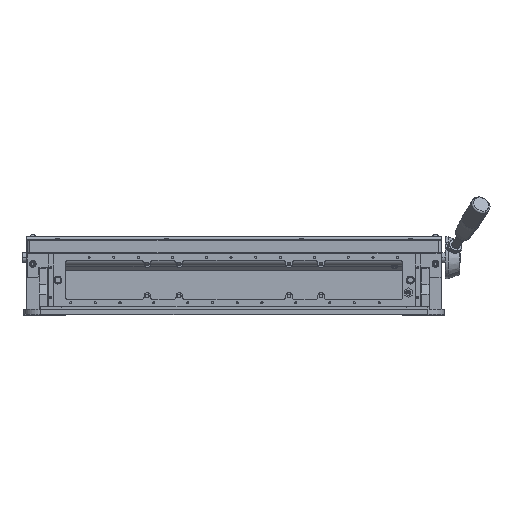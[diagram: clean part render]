
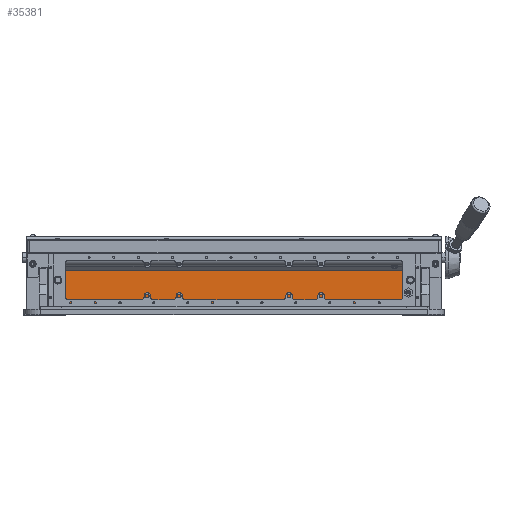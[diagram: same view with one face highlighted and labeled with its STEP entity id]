
A CAD part, top view. The second image highlights one B-rep face of the part: STEP entity #35381.
In plain terms, the highlighted planar face has unit normal (0, 0, 1).
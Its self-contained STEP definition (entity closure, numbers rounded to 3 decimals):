
#2364 = CARTESIAN_POINT ( 'NONE',  ( -239.5, -65.042, -69.292 ) ) ;
#4341 = DIRECTION ( 'NONE',  ( 0., 0., 1. ) ) ;
#4455 = EDGE_CURVE ( 'NONE', #47987, #18785, #45957, .T. ) ;
#4938 = CARTESIAN_POINT ( 'NONE',  ( -237., -65.042, -69.292 ) ) ;
#5487 = EDGE_CURVE ( 'NONE', #51662, #18785, #55490, .T. ) ;
#5543 = FACE_BOUND ( 'NONE', #47354, .T. ) ;
#6223 = EDGE_CURVE ( 'NONE', #53833, #42704, #14672, .T. ) ;
#6812 = ORIENTED_EDGE ( 'NONE', *, *, #36397, .T. ) ;
#7109 = VECTOR ( 'NONE', #44817, 1000. ) ;
#7883 = CARTESIAN_POINT ( 'NONE',  ( 247., -38.042, -69.292 ) ) ;
#7990 = CARTESIAN_POINT ( 'NONE',  ( 247., -90.042, -69.292 ) ) ;
#8595 = CIRCLE ( 'NONE', #16989, 2.5 ) ;
#8729 = ORIENTED_EDGE ( 'NONE', *, *, #44189, .T. ) ;
#9347 = ORIENTED_EDGE ( 'NONE', *, *, #4455, .F. ) ;
#11861 = CIRCLE ( 'NONE', #44076, 2.5 ) ;
#11954 = DIRECTION ( 'NONE',  ( 0., 1., 0. ) ) ;
#13394 = CARTESIAN_POINT ( 'NONE',  ( -242., -65.042, -69.292 ) ) ;
#14147 = VECTOR ( 'NONE', #43556, 1000. ) ;
#14672 = CIRCLE ( 'NONE', #31229, 2.5 ) ;
#14735 = CARTESIAN_POINT ( 'NONE',  ( 242., -65.042, -69.292 ) ) ;
#15038 = AXIS2_PLACEMENT_3D ( 'NONE', #17780, #48926, #44833 ) ;
#16989 = AXIS2_PLACEMENT_3D ( 'NONE', #2364, #4341, #34635 ) ;
#17780 = CARTESIAN_POINT ( 'NONE',  ( 239.5, -65.042, -69.292 ) ) ;
#18785 = VERTEX_POINT ( 'NONE', #38359 ) ;
#18834 = CARTESIAN_POINT ( 'NONE',  ( 247., -38.042, -69.292 ) ) ;
#20913 = CARTESIAN_POINT ( 'NONE',  ( -247., -38.347, -69.292 ) ) ;
#20919 = EDGE_CURVE ( 'NONE', #48798, #33528, #39844, .T. ) ;
#22555 = CARTESIAN_POINT ( 'NONE',  ( 239.5, -65.042, -69.292 ) ) ;
#23011 = DIRECTION ( 'NONE',  ( 1., 0., 0. ) ) ;
#23814 = ORIENTED_EDGE ( 'NONE', *, *, #20919, .F. ) ;
#23861 = EDGE_CURVE ( 'NONE', #33528, #48798, #11861, .T. ) ;
#26246 = CARTESIAN_POINT ( 'NONE',  ( -247., -90.042, -69.292 ) ) ;
#26572 = CARTESIAN_POINT ( 'NONE',  ( -247., -90.042, -69.292 ) ) ;
#27231 = CARTESIAN_POINT ( 'NONE',  ( -247., -38.347, -69.292 ) ) ;
#27798 = AXIS2_PLACEMENT_3D ( 'NONE', #18834, #44480, #40135 ) ;
#28186 = ORIENTED_EDGE ( 'NONE', *, *, #23861, .F. ) ;
#28280 = CARTESIAN_POINT ( 'NONE',  ( 237., -65.042, -69.292 ) ) ;
#28322 = ORIENTED_EDGE ( 'NONE', *, *, #5487, .T. ) ;
#30958 = CARTESIAN_POINT ( 'NONE',  ( 247., -90.042, -69.292 ) ) ;
#31161 = VECTOR ( 'NONE', #52701, 1000. ) ;
#31229 = AXIS2_PLACEMENT_3D ( 'NONE', #54154, #41127, #23011 ) ;
#33528 = VERTEX_POINT ( 'NONE', #28280 ) ;
#34008 = EDGE_LOOP ( 'NONE', ( #9347, #6812, #8729, #28322 ) ) ;
#34635 = DIRECTION ( 'NONE',  ( 1., 0., 0. ) ) ;
#35097 = LINE ( 'NONE', #7990, #31161 ) ;
#35381 = ADVANCED_FACE ( 'NONE', ( #35541, #5543, #53148 ), #40705, .F. ) ;
#35541 = FACE_BOUND ( 'NONE', #48005, .T. ) ;
#36397 = EDGE_CURVE ( 'NONE', #47987, #44919, #46735, .T. ) ;
#37482 = EDGE_CURVE ( 'NONE', #42704, #53833, #8595, .T. ) ;
#38359 = CARTESIAN_POINT ( 'NONE',  ( 247., -38.347, -69.292 ) ) ;
#39844 = CIRCLE ( 'NONE', #15038, 2.5 ) ;
#40114 = DIRECTION ( 'NONE',  ( 1., 0., 0. ) ) ;
#40135 = DIRECTION ( 'NONE',  ( 0., 1., 0. ) ) ;
#40705 = PLANE ( 'NONE',  #27798 ) ;
#41127 = DIRECTION ( 'NONE',  ( 0., 0., 1. ) ) ;
#42364 = ORIENTED_EDGE ( 'NONE', *, *, #6223, .F. ) ;
#42704 = VERTEX_POINT ( 'NONE', #4938 ) ;
#43556 = DIRECTION ( 'NONE',  ( 0., -1., 0. ) ) ;
#44076 = AXIS2_PLACEMENT_3D ( 'NONE', #22555, #53714, #40114 ) ;
#44189 = EDGE_CURVE ( 'NONE', #44919, #51662, #35097, .T. ) ;
#44283 = ORIENTED_EDGE ( 'NONE', *, *, #37482, .F. ) ;
#44480 = DIRECTION ( 'NONE',  ( 0., 0., -1. ) ) ;
#44817 = DIRECTION ( 'NONE',  ( 1., 0., 0. ) ) ;
#44833 = DIRECTION ( 'NONE',  ( 1., 0., 0. ) ) ;
#44919 = VERTEX_POINT ( 'NONE', #26572 ) ;
#45957 = LINE ( 'NONE', #27231, #7109 ) ;
#46735 = LINE ( 'NONE', #26246, #14147 ) ;
#47354 = EDGE_LOOP ( 'NONE', ( #44283, #42364 ) ) ;
#47987 = VERTEX_POINT ( 'NONE', #20913 ) ;
#48005 = EDGE_LOOP ( 'NONE', ( #23814, #28186 ) ) ;
#48798 = VERTEX_POINT ( 'NONE', #14735 ) ;
#48926 = DIRECTION ( 'NONE',  ( 0., 0., 1. ) ) ;
#51362 = VECTOR ( 'NONE', #11954, 1000. ) ;
#51662 = VERTEX_POINT ( 'NONE', #30958 ) ;
#52701 = DIRECTION ( 'NONE',  ( 1., 0., 0. ) ) ;
#53148 = FACE_OUTER_BOUND ( 'NONE', #34008, .T. ) ;
#53714 = DIRECTION ( 'NONE',  ( 0., 0., 1. ) ) ;
#53833 = VERTEX_POINT ( 'NONE', #13394 ) ;
#54154 = CARTESIAN_POINT ( 'NONE',  ( -239.5, -65.042, -69.292 ) ) ;
#55490 = LINE ( 'NONE', #7883, #51362 ) ;
